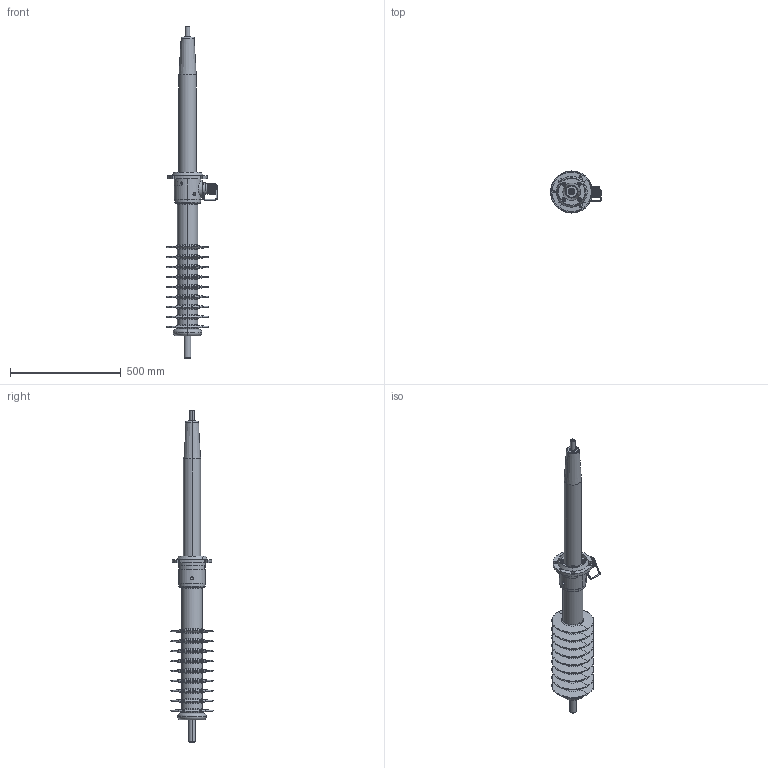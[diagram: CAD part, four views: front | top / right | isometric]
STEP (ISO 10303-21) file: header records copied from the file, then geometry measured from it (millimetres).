
FILE_DESCRIPTION (( 'STEP AP214' ), '1' );
FILE_NAME ('ﾃﾍﾂﾏIII-90-40,5-1000-ﾒﾒ150-ﾎ1 (2).STEP', '2022-08-05T07:32:57', ( '' ), ( '' ), 'SwSTEP 2.0', 'SolidWorks 2010', '' );
FILE_SCHEMA (( 'AUTOMOTIVE_DESIGN' ));
Length unit declared in the file: millimetre
Products named in the file (1): ﾃﾍﾂﾏIII-90-40,5-1000-ﾒﾒ150-ﾎ1 (2)
Bounding box: 229.82 x 190 x 1501 mm (x, y, z)
Volume: 10290915.3 mm3; surface area: 1566570.9 mm2
Topology: 35 solids, 35 shells, 1181 faces, 2998 edges, 1771 vertices
Faces by surface type: plane 396, cylinder 361, cone 148, bspline 144, torus 126, sphere 6
Entity records: 52846 total; most frequent: CARTESIAN_POINT 12317, ORIENTED_EDGE 5656, DIRECTION 5630, EDGE_CURVE 2828, AXIS2_PLACEMENT_3D 2245, VERTEX_POINT 1771, EDGE_LOOP 1305, UNCERTAINTY_MEASURE_WITH_UNIT 1218
